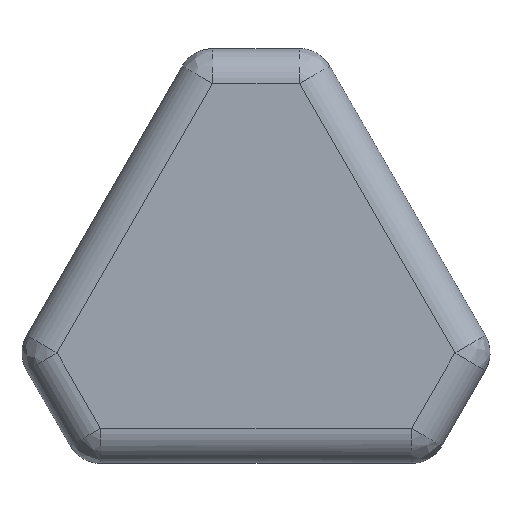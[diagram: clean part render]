
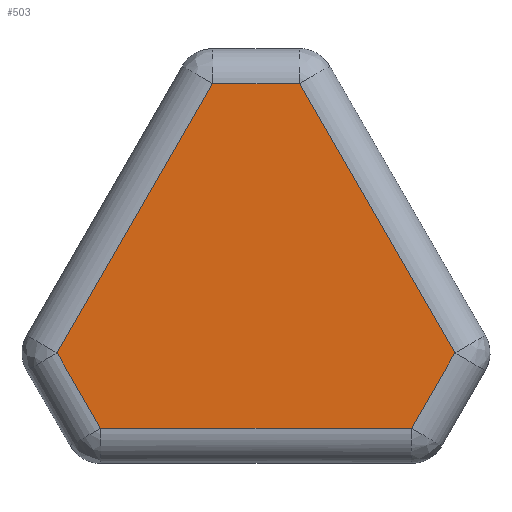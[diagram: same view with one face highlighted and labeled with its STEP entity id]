
A CAD part, top view. The second image highlights one B-rep face of the part: STEP entity #503.
In plain terms, the highlighted planar face has unit normal (0, 0, 1).
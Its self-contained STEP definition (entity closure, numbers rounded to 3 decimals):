
#20 = DIRECTION ( 'NONE',  ( 1., 0., 0. ) ) ;
#26 = CARTESIAN_POINT ( 'NONE',  ( -17.691, -16., 4. ) ) ;
#48 = DIRECTION ( 'NONE',  ( 0.5, 0.866, 0. ) ) ;
#49 = VECTOR ( 'NONE', #307, 1000. ) ;
#92 = VECTOR ( 'NONE', #324, 1000. ) ;
#110 = CARTESIAN_POINT ( 'NONE',  ( -4.942, 23.2, 4. ) ) ;
#114 = FACE_OUTER_BOUND ( 'NONE', #401, .T. ) ;
#129 = EDGE_CURVE ( 'NONE', #599, #245, #496, .T. ) ;
#132 = ORIENTED_EDGE ( 'NONE', *, *, #329, .F. ) ;
#140 = CARTESIAN_POINT ( 'NONE',  ( 4.942, 23.2, 4. ) ) ;
#142 = VERTEX_POINT ( 'NONE', #754 ) ;
#164 = EDGE_CURVE ( 'NONE', #638, #580, #291, .T. ) ;
#183 = EDGE_CURVE ( 'NONE', #245, #142, #666, .T. ) ;
#186 = ORIENTED_EDGE ( 'NONE', *, *, #129, .F. ) ;
#201 = DIRECTION ( 'NONE',  ( -0.5, -0.866, 0. ) ) ;
#208 = CARTESIAN_POINT ( 'NONE',  ( -16.536, -18., 4. ) ) ;
#231 = DIRECTION ( 'NONE',  ( 1., 0., 0. ) ) ;
#245 = VERTEX_POINT ( 'NONE', #712 ) ;
#249 = VECTOR ( 'NONE', #201, 1000. ) ;
#291 = LINE ( 'NONE', #208, #92 ) ;
#307 = DIRECTION ( 'NONE',  ( 0.5, -0.866, 0. ) ) ;
#310 = ORIENTED_EDGE ( 'NONE', *, *, #183, .F. ) ;
#324 = DIRECTION ( 'NONE',  ( -0.5, 0.866, 0. ) ) ;
#326 = CARTESIAN_POINT ( 'NONE',  ( -22.632, -7.441, 4. ) ) ;
#329 = EDGE_CURVE ( 'NONE', #580, #400, #524, .T. ) ;
#356 = EDGE_CURVE ( 'NONE', #142, #638, #781, .T. ) ;
#362 = DIRECTION ( 'NONE',  ( 0., 0., 1. ) ) ;
#399 = CARTESIAN_POINT ( 'NONE',  ( -20., -16., 4. ) ) ;
#400 = VERTEX_POINT ( 'NONE', #110 ) ;
#401 = EDGE_LOOP ( 'NONE', ( #310, #186, #611, #132, #461, #664 ) ) ;
#461 = ORIENTED_EDGE ( 'NONE', *, *, #164, .F. ) ;
#471 = VECTOR ( 'NONE', #20, 1000. ) ;
#472 = CARTESIAN_POINT ( 'NONE',  ( 0., -0.08, 4. ) ) ;
#476 = PLANE ( 'NONE',  #539 ) ;
#483 = VECTOR ( 'NONE', #647, 1000. ) ;
#496 = LINE ( 'NONE', #684, #49 ) ;
#503 = ADVANCED_FACE ( 'NONE', ( #114 ), #476, .T. ) ;
#524 = LINE ( 'NONE', #598, #799 ) ;
#537 = LINE ( 'NONE', #585, #471 ) ;
#539 = AXIS2_PLACEMENT_3D ( 'NONE', #472, #362, #231 ) ;
#577 = CARTESIAN_POINT ( 'NONE',  ( 16.536, -18., 4. ) ) ;
#580 = VERTEX_POINT ( 'NONE', #326 ) ;
#585 = CARTESIAN_POINT ( 'NONE',  ( -20., 23.2, 4. ) ) ;
#598 = CARTESIAN_POINT ( 'NONE',  ( -23.787, -9.441, 4. ) ) ;
#599 = VERTEX_POINT ( 'NONE', #140 ) ;
#608 = EDGE_CURVE ( 'NONE', #400, #599, #537, .T. ) ;
#611 = ORIENTED_EDGE ( 'NONE', *, *, #608, .F. ) ;
#638 = VERTEX_POINT ( 'NONE', #26 ) ;
#647 = DIRECTION ( 'NONE',  ( -1., 0., 0. ) ) ;
#664 = ORIENTED_EDGE ( 'NONE', *, *, #356, .F. ) ;
#666 = LINE ( 'NONE', #577, #249 ) ;
#684 = CARTESIAN_POINT ( 'NONE',  ( 23.787, -9.441, 4. ) ) ;
#712 = CARTESIAN_POINT ( 'NONE',  ( 22.632, -7.441, 4. ) ) ;
#754 = CARTESIAN_POINT ( 'NONE',  ( 17.691, -16., 4. ) ) ;
#781 = LINE ( 'NONE', #399, #483 ) ;
#799 = VECTOR ( 'NONE', #48, 1000. ) ;
